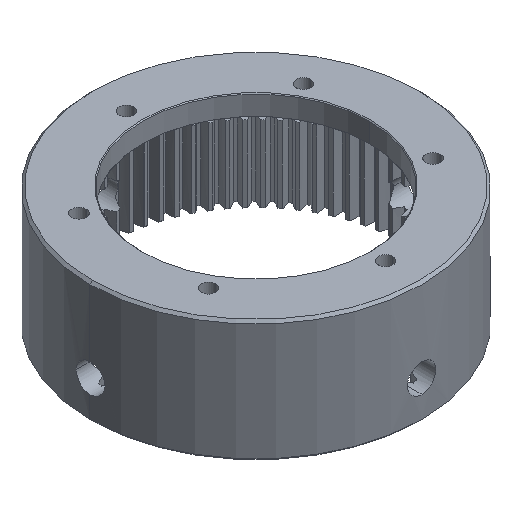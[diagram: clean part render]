
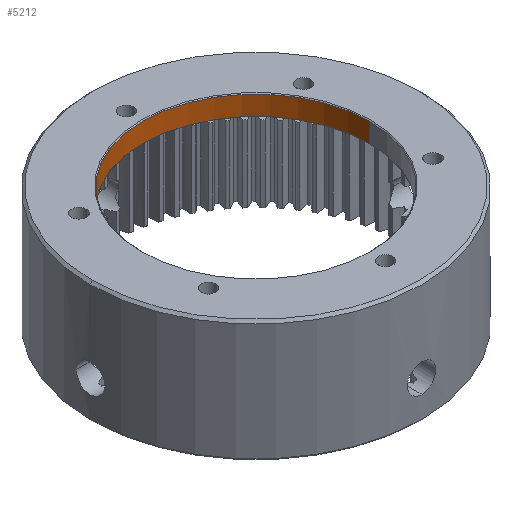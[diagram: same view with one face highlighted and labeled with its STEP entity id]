
A CAD part, isometric view. The second image highlights one B-rep face of the part: STEP entity #5212.
In plain terms, the highlighted cylindrical face has radius 140 mm (diameter 280 mm), a partial arc.
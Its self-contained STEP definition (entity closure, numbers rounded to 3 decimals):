
#2682 = VERTEX_POINT ( 'NONE', #25572 ) ;
#2684 = VERTEX_POINT ( 'NONE', #25571 ) ;
#2694 = VERTEX_POINT ( 'NONE', #25556 ) ;
#2750 = VERTEX_POINT ( 'NONE', #25684 ) ;
#4293 = EDGE_CURVE ( 'NONE', #2694, #2682, #9099, .T. ) ;
#4299 = EDGE_CURVE ( 'NONE', #2750, #2684, #9177, .T. ) ;
#5200 = ORIENTED_EDGE ( 'NONE', *, *, #4299, .T. ) ;
#5201 = ORIENTED_EDGE ( 'NONE', *, *, #8164, .T. ) ;
#5204 = EDGE_CURVE ( 'NONE', #2694, #2750, #11345, .T. ) ;
#5205 = ORIENTED_EDGE ( 'NONE', *, *, #5204, .T. ) ;
#5208 = ORIENTED_EDGE ( 'NONE', *, *, #4293, .F. ) ;
#5210 = EDGE_LOOP ( 'NONE', ( #5208, #5205, #5200, #5201 ) ) ;
#5212 = ADVANCED_FACE ( 'NONE', ( #11334 ), #11333, .F. ) ;
#8164 = EDGE_CURVE ( 'NONE', #2684, #2682, #11554, .T. ) ;
#9099 = LINE ( 'NONE', #9182, #9181 ) ;
#9167 = DIRECTION ( 'NONE',  ( 0., 0., 1. ) ) ;
#9168 = VECTOR ( 'NONE', #9167, 1000. ) ;
#9169 = CARTESIAN_POINT ( 'NONE',  ( 140., 0., -0.001 ) ) ;
#9177 = LINE ( 'NONE', #9169, #9168 ) ;
#9180 = DIRECTION ( 'NONE',  ( 0., 0., 1. ) ) ;
#9181 = VECTOR ( 'NONE', #9180, 1000. ) ;
#9182 = CARTESIAN_POINT ( 'NONE',  ( -140., 0., -0.001 ) ) ;
#11329 = DIRECTION ( 'NONE',  ( 1., 0., 0. ) ) ;
#11330 = DIRECTION ( 'NONE',  ( 0., 0., 1. ) ) ;
#11331 = AXIS2_PLACEMENT_3D ( 'NONE', #11332, #11330, #11329 ) ;
#11332 = CARTESIAN_POINT ( 'NONE',  ( 0., 0., -0.001 ) ) ;
#11333 = CYLINDRICAL_SURFACE ( 'NONE', #11331, 140. ) ;
#11334 = FACE_OUTER_BOUND ( 'NONE', #5210, .T. ) ;
#11341 = DIRECTION ( 'NONE',  ( 1., 0., 0. ) ) ;
#11342 = DIRECTION ( 'NONE',  ( 0., 0., -1. ) ) ;
#11343 = CARTESIAN_POINT ( 'NONE',  ( 0., 0., 125.2 ) ) ;
#11344 = AXIS2_PLACEMENT_3D ( 'NONE', #11343, #11342, #11341 ) ;
#11345 = CIRCLE ( 'NONE', #11344, 140. ) ;
#11541 = DIRECTION ( 'NONE',  ( 1., 0., 0. ) ) ;
#11542 = DIRECTION ( 'NONE',  ( 0., 0., 1. ) ) ;
#11553 = AXIS2_PLACEMENT_3D ( 'NONE', #11564, #11542, #11541 ) ;
#11554 = CIRCLE ( 'NONE', #11553, 140. ) ;
#11564 = CARTESIAN_POINT ( 'NONE',  ( 0., 0., 149. ) ) ;
#25556 = CARTESIAN_POINT ( 'NONE',  ( -140., 0., 125.2 ) ) ;
#25571 = CARTESIAN_POINT ( 'NONE',  ( 140., 0., 149. ) ) ;
#25572 = CARTESIAN_POINT ( 'NONE',  ( -140., 0., 149. ) ) ;
#25684 = CARTESIAN_POINT ( 'NONE',  ( 140., 0., 125.2 ) ) ;
